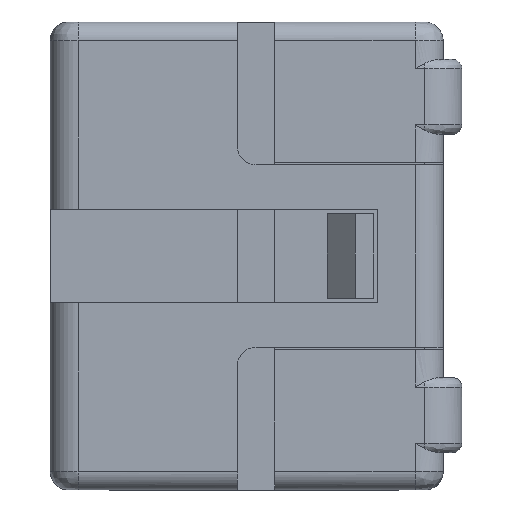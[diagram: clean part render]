
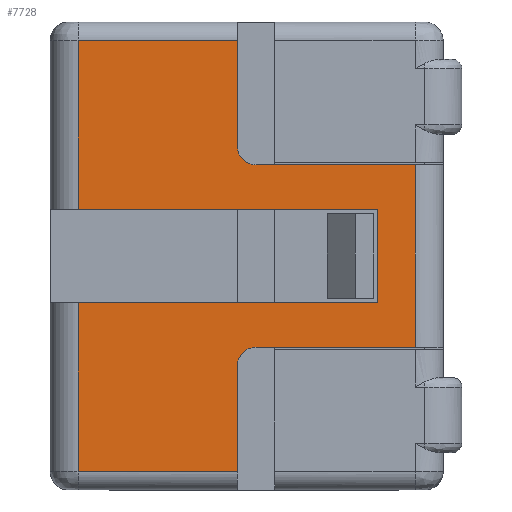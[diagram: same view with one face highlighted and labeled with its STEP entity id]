
A CAD part, left-side view. The second image highlights one B-rep face of the part: STEP entity #7728.
In plain terms, the highlighted free-form (B-spline) face has degree [1, 1] with [2, 2] control points.
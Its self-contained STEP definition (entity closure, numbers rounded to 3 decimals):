
#3135=CARTESIAN_POINT('',(-15.65,-1.5,-11.5));
#3136=VERTEX_POINT('',#3135);
#3198=CARTESIAN_POINT('',(-15.65,-10.,-11.5));
#3199=VERTEX_POINT('',#3198);
#3215=CARTESIAN_POINT('',(-15.65,-1.5,-11.5));
#3216=CARTESIAN_POINT('',(-15.65,-10.,-11.5));
#3217=QUASI_UNIFORM_CURVE('',1,(#3215,#3216),.UNSPECIFIED.,.F.,.U.);
#3218=EDGE_CURVE('',#3136,#3199,#3217,.T.);
#3638=CARTESIAN_POINT('',(-15.65,-10.,11.5));
#3639=VERTEX_POINT('',#3638);
#3660=CARTESIAN_POINT('',(-15.65,-1.5,11.5));
#3661=VERTEX_POINT('',#3660);
#3675=CARTESIAN_POINT('',(-15.65,-10.,11.5));
#3676=CARTESIAN_POINT('',(-15.65,-1.5,11.5));
#3677=QUASI_UNIFORM_CURVE('',1,(#3675,#3676),.UNSPECIFIED.,.F.,.U.);
#3678=EDGE_CURVE('',#3639,#3661,#3677,.T.);
#4566=CARTESIAN_POINT('',(-15.65,-1.5,-2.5));
#4567=VERTEX_POINT('',#4566);
#4568=CARTESIAN_POINT('',(-15.65,-1.5,-2.5));
#4569=CARTESIAN_POINT('',(-15.65,-1.5,-11.5));
#4570=QUASI_UNIFORM_CURVE('',1,(#4568,#4569),.UNSPECIFIED.,.F.,.U.);
#4571=EDGE_CURVE('',#4567,#3136,#4570,.T.);
#4605=CARTESIAN_POINT('',(-15.65,-1.5,2.5));
#4606=VERTEX_POINT('',#4605);
#4607=CARTESIAN_POINT('',(-15.65,-1.5,11.5));
#4608=CARTESIAN_POINT('',(-15.65,-1.5,2.5));
#4609=QUASI_UNIFORM_CURVE('',1,(#4607,#4608),.UNSPECIFIED.,.F.,.U.);
#4610=EDGE_CURVE('',#3661,#4606,#4609,.T.);
#4652=CARTESIAN_POINT('',(-15.65,-19.5,4.875));
#4653=VERTEX_POINT('',#4652);
#4671=CARTESIAN_POINT('',(-15.65,-19.5,-4.875));
#4672=VERTEX_POINT('',#4671);
#4673=CARTESIAN_POINT('',(-15.65,-19.5,-4.875));
#4674=CARTESIAN_POINT('',(-15.65,-19.5,4.875));
#4675=QUASI_UNIFORM_CURVE('',1,(#4673,#4674),.UNSPECIFIED.,.F.,.U.);
#4676=EDGE_CURVE('',#4672,#4653,#4675,.T.);
#5877=CARTESIAN_POINT('',(-15.65,-17.5,-2.5));
#5878=VERTEX_POINT('',#5877);
#5879=CARTESIAN_POINT('',(-15.65,-17.5,2.5));
#5880=VERTEX_POINT('',#5879);
#5881=CARTESIAN_POINT('',(-15.65,-17.5,-2.5));
#5882=CARTESIAN_POINT('',(-15.65,-17.5,2.5));
#5883=QUASI_UNIFORM_CURVE('',1,(#5881,#5882),.UNSPECIFIED.,.F.,.U.);
#5884=EDGE_CURVE('',#5878,#5880,#5883,.T.);
#5922=CARTESIAN_POINT('',(-15.65,-11.,-4.875));
#5923=VERTEX_POINT('',#5922);
#5924=CARTESIAN_POINT('',(-15.65,-10.,-5.875));
#5925=VERTEX_POINT('',#5924);
#5926=CARTESIAN_POINT('',(-15.65,-11.,-4.875));
#5927=CARTESIAN_POINT('',(-15.65,-10.,-4.875));
#5928=CARTESIAN_POINT('',(-15.65,-10.,-5.875));
#5936=(BOUNDED_CURVE()B_SPLINE_CURVE(2,(#5926,#5927,#5928),.UNSPECIFIED.,.F.,.U.)CURVE()GEOMETRIC_REPRESENTATION_ITEM()QUASI_UNIFORM_CURVE()RATIONAL_B_SPLINE_CURVE((1.0,0.707,1.0))REPRESENTATION_ITEM(''));
#5937=EDGE_CURVE('',#5923,#5925,#5936,.T.);
#5982=CARTESIAN_POINT('',(-15.65,-19.5,-4.875));
#5983=CARTESIAN_POINT('',(-15.65,-11.,-4.875));
#5984=QUASI_UNIFORM_CURVE('',1,(#5982,#5983),.UNSPECIFIED.,.F.,.U.);
#5985=EDGE_CURVE('',#4672,#5923,#5984,.T.);
#6008=CARTESIAN_POINT('',(-15.65,-11.,4.875));
#6009=VERTEX_POINT('',#6008);
#6010=CARTESIAN_POINT('',(-15.65,-11.,4.875));
#6011=CARTESIAN_POINT('',(-15.65,-19.5,4.875));
#6012=QUASI_UNIFORM_CURVE('',1,(#6010,#6011),.UNSPECIFIED.,.F.,.U.);
#6013=EDGE_CURVE('',#6009,#4653,#6012,.T.);
#6051=CARTESIAN_POINT('',(-15.65,-10.,5.875));
#6052=VERTEX_POINT('',#6051);
#6053=CARTESIAN_POINT('',(-15.65,-10.,5.875));
#6054=CARTESIAN_POINT('',(-15.65,-10.,4.875));
#6055=CARTESIAN_POINT('',(-15.65,-11.,4.875));
#6063=(BOUNDED_CURVE()B_SPLINE_CURVE(2,(#6053,#6054,#6055),.UNSPECIFIED.,.F.,.U.)CURVE()GEOMETRIC_REPRESENTATION_ITEM()QUASI_UNIFORM_CURVE()RATIONAL_B_SPLINE_CURVE((1.0,0.707,1.0))REPRESENTATION_ITEM(''));
#6064=EDGE_CURVE('',#6052,#6009,#6063,.T.);
#6156=CARTESIAN_POINT('',(-15.65,-1.5,-2.5));
#6157=CARTESIAN_POINT('',(-15.65,-17.5,-2.5));
#6158=QUASI_UNIFORM_CURVE('',1,(#6156,#6157),.UNSPECIFIED.,.F.,.U.);
#6159=EDGE_CURVE('',#4567,#5878,#6158,.T.);
#6176=CARTESIAN_POINT('',(-15.65,-17.5,2.5));
#6177=CARTESIAN_POINT('',(-15.65,-1.5,2.5));
#6178=QUASI_UNIFORM_CURVE('',1,(#6176,#6177),.UNSPECIFIED.,.F.,.U.);
#6179=EDGE_CURVE('',#5880,#4606,#6178,.T.);
#7699=CARTESIAN_POINT('',(-15.65,-0.601,-12.649));
#7700=CARTESIAN_POINT('',(-15.65,-20.399,-12.649));
#7701=CARTESIAN_POINT('',(-15.65,-0.601,12.649));
#7702=CARTESIAN_POINT('',(-15.65,-20.399,12.649));
#7703=B_SPLINE_SURFACE_WITH_KNOTS('',1,1,((#7699,#7701),(#7700,#7702)),.UNSPECIFIED.,.F.,.F.,.U.,(2,2),(2,2),(0.0,19.798),(0.0,25.298),.UNSPECIFIED.);
#7704=CARTESIAN_POINT('',(-15.65,-10.,11.5));
#7705=CARTESIAN_POINT('',(-15.65,-10.,5.875));
#7706=QUASI_UNIFORM_CURVE('',1,(#7704,#7705),.UNSPECIFIED.,.F.,.U.);
#7707=EDGE_CURVE('',#3639,#6052,#7706,.T.);
#7708=ORIENTED_EDGE('',*,*,#7707,.F.);
#7709=ORIENTED_EDGE('',*,*,#3678,.T.);
#7710=ORIENTED_EDGE('',*,*,#4610,.T.);
#7711=ORIENTED_EDGE('',*,*,#6179,.F.);
#7712=ORIENTED_EDGE('',*,*,#5884,.F.);
#7713=ORIENTED_EDGE('',*,*,#6159,.F.);
#7714=ORIENTED_EDGE('',*,*,#4571,.T.);
#7715=ORIENTED_EDGE('',*,*,#3218,.T.);
#7716=CARTESIAN_POINT('',(-15.65,-10.,-5.875));
#7717=CARTESIAN_POINT('',(-15.65,-10.,-11.5));
#7718=QUASI_UNIFORM_CURVE('',1,(#7716,#7717),.UNSPECIFIED.,.F.,.U.);
#7719=EDGE_CURVE('',#5925,#3199,#7718,.T.);
#7720=ORIENTED_EDGE('',*,*,#7719,.F.);
#7721=ORIENTED_EDGE('',*,*,#5937,.F.);
#7722=ORIENTED_EDGE('',*,*,#5985,.F.);
#7723=ORIENTED_EDGE('',*,*,#4676,.T.);
#7724=ORIENTED_EDGE('',*,*,#6013,.F.);
#7725=ORIENTED_EDGE('',*,*,#6064,.F.);
#7726=EDGE_LOOP('',(#7708,#7709,#7710,#7711,#7712,#7713,#7714,#7715,#7720,#7721,#7722,#7723,#7724,#7725));
#7727=FACE_OUTER_BOUND('',#7726,.T.);
#7728=ADVANCED_FACE('',(#7727),#7703,.T.);
